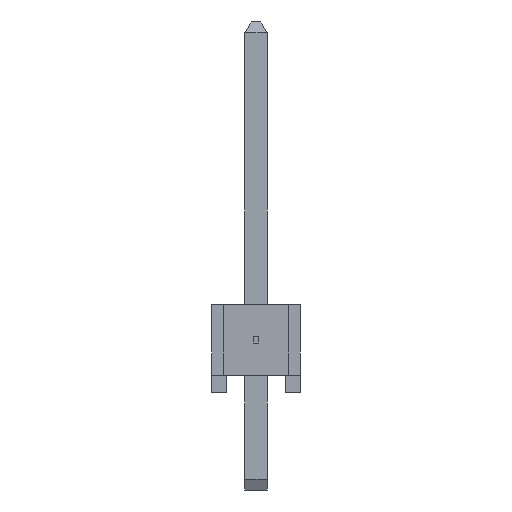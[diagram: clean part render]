
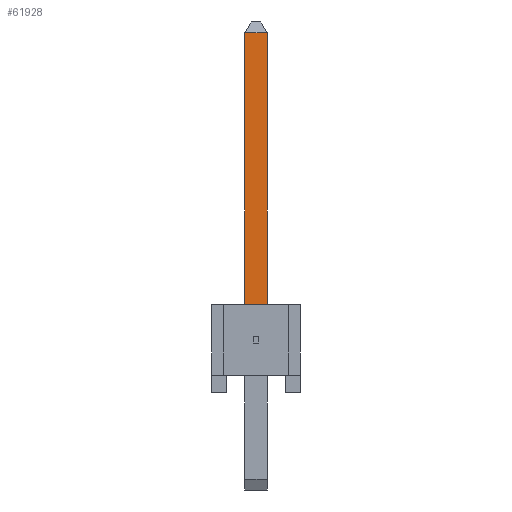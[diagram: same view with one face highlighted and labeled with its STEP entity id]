
A CAD part, left-side view. The second image highlights one B-rep face of the part: STEP entity #61928.
In plain terms, the highlighted planar face has unit normal (-1, 0, 0).
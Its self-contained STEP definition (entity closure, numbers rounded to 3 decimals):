
#61928 = ADVANCED_FACE('',(#61929),#61963,.F.);
#61929 = FACE_BOUND('',#61930,.T.);
#61930 = EDGE_LOOP('',(#61931,#61941,#61949,#61957));
#61931 = ORIENTED_EDGE('',*,*,#61932,.T.);
#61932 = EDGE_CURVE('',#61933,#61935,#61937,.T.);
#61933 = VERTEX_POINT('',#61934);
#61934 = CARTESIAN_POINT('',(-62.548,13.157,0.318));
#61935 = VERTEX_POINT('',#61936);
#61936 = CARTESIAN_POINT('',(-62.548,13.157,-0.318));
#61937 = LINE('',#61938,#61939);
#61938 = CARTESIAN_POINT('',(-62.548,13.157,2.54));
#61939 = VECTOR('',#61940,1.);
#61940 = DIRECTION('',(0.,0.,-1.));
#61941 = ORIENTED_EDGE('',*,*,#61942,.T.);
#61942 = EDGE_CURVE('',#61935,#61943,#61945,.T.);
#61943 = VERTEX_POINT('',#61944);
#61944 = CARTESIAN_POINT('',(-62.548,4.191,-0.318));
#61945 = LINE('',#61946,#61947);
#61946 = CARTESIAN_POINT('',(-62.548,13.462,-0.318));
#61947 = VECTOR('',#61948,1.);
#61948 = DIRECTION('',(0.,-1.,0.));
#61949 = ORIENTED_EDGE('',*,*,#61950,.F.);
#61950 = EDGE_CURVE('',#61951,#61943,#61953,.T.);
#61951 = VERTEX_POINT('',#61952);
#61952 = CARTESIAN_POINT('',(-62.548,4.191,0.318));
#61953 = LINE('',#61954,#61955);
#61954 = CARTESIAN_POINT('',(-62.548,4.191,0.318));
#61955 = VECTOR('',#61956,1.);
#61956 = DIRECTION('',(0.,0.,-1.));
#61957 = ORIENTED_EDGE('',*,*,#61958,.F.);
#61958 = EDGE_CURVE('',#61933,#61951,#61959,.T.);
#61959 = LINE('',#61960,#61961);
#61960 = CARTESIAN_POINT('',(-62.548,13.462,0.318));
#61961 = VECTOR('',#61962,1.);
#61962 = DIRECTION('',(0.,-1.,0.));
#61963 = PLANE('',#61964);
#61964 = AXIS2_PLACEMENT_3D('',#61965,#61966,#61967);
#61965 = CARTESIAN_POINT('',(-62.548,13.462,0.318));
#61966 = DIRECTION('',(1.,0.,0.));
#61967 = DIRECTION('',(0.,0.,-1.));
